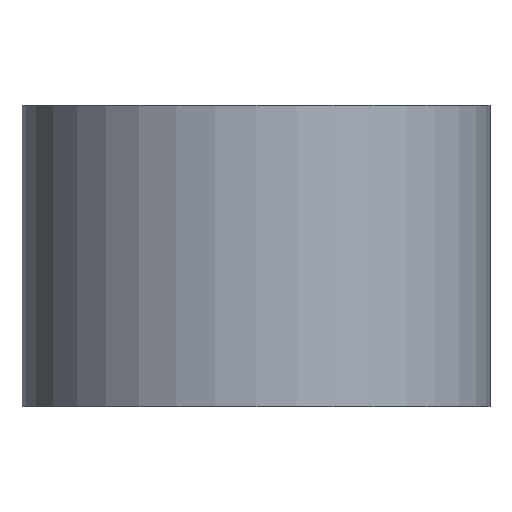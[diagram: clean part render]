
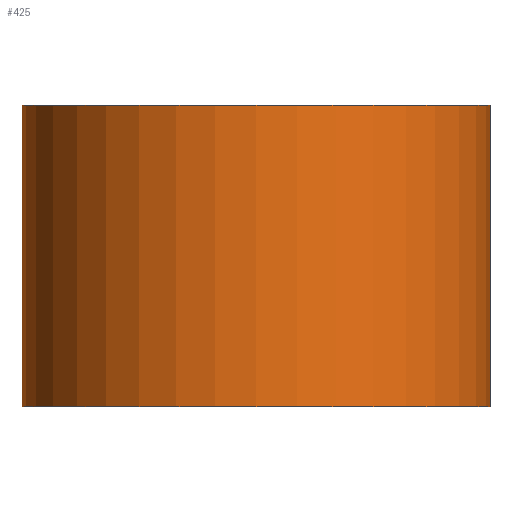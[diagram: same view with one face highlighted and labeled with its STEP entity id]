
A CAD part, front view. The second image highlights one B-rep face of the part: STEP entity #425.
In plain terms, the highlighted cylindrical face has radius 4.65 mm (diameter 9.3 mm), a partial arc.
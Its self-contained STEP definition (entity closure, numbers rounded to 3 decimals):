
#14 = ORIENTED_EDGE ( 'NONE', *, *, #273, .F. ) ;
#34 = CARTESIAN_POINT ( 'NONE',  ( 0., 0., 0. ) ) ;
#102 = CARTESIAN_POINT ( 'NONE',  ( 0., 0., 6. ) ) ;
#178 = CARTESIAN_POINT ( 'NONE',  ( 4.65, 0., 0. ) ) ;
#186 = CYLINDRICAL_SURFACE ( 'NONE', #525, 4.65 ) ;
#202 = ORIENTED_EDGE ( 'NONE', *, *, #523, .T. ) ;
#251 = DIRECTION ( 'NONE',  ( 0., 0., -1. ) ) ;
#257 = LINE ( 'NONE', #732, #866 ) ;
#273 = EDGE_CURVE ( 'NONE', #984, #1110, #257, .T. ) ;
#345 = DIRECTION ( 'NONE',  ( 1., 0., 0. ) ) ;
#370 = AXIS2_PLACEMENT_3D ( 'NONE', #34, #696, #683 ) ;
#405 = DIRECTION ( 'NONE',  ( 0., 0., -1. ) ) ;
#425 = ADVANCED_FACE ( 'NONE', ( #859 ), #186, .T. ) ;
#438 = EDGE_LOOP ( 'NONE', ( #14, #544, #909, #202 ) ) ;
#467 = CIRCLE ( 'NONE', #1095, 4.65 ) ;
#482 = CARTESIAN_POINT ( 'NONE',  ( 4.65, 0., 6. ) ) ;
#523 = EDGE_CURVE ( 'NONE', #1134, #1110, #1137, .T. ) ;
#525 = AXIS2_PLACEMENT_3D ( 'NONE', #102, #853, #848 ) ;
#544 = ORIENTED_EDGE ( 'NONE', *, *, #717, .F. ) ;
#545 = EDGE_CURVE ( 'NONE', #831, #1134, #1074, .T. ) ;
#683 = DIRECTION ( 'NONE',  ( 1., 0., 0. ) ) ;
#696 = DIRECTION ( 'NONE',  ( 0., 0., 1. ) ) ;
#717 = EDGE_CURVE ( 'NONE', #831, #984, #467, .T. ) ;
#732 = CARTESIAN_POINT ( 'NONE',  ( 4.65, 0., 6. ) ) ;
#818 = CARTESIAN_POINT ( 'NONE',  ( 0., 0., 6. ) ) ;
#831 = VERTEX_POINT ( 'NONE', #847 ) ;
#847 = CARTESIAN_POINT ( 'NONE',  ( -4.65, 0., 6. ) ) ;
#848 = DIRECTION ( 'NONE',  ( -1., 0., 0. ) ) ;
#853 = DIRECTION ( 'NONE',  ( 0., 0., -1. ) ) ;
#859 = FACE_OUTER_BOUND ( 'NONE', #438, .T. ) ;
#866 = VECTOR ( 'NONE', #251, 1000. ) ;
#909 = ORIENTED_EDGE ( 'NONE', *, *, #545, .T. ) ;
#984 = VERTEX_POINT ( 'NONE', #482 ) ;
#1068 = CARTESIAN_POINT ( 'NONE',  ( -4.65, 0., 6. ) ) ;
#1074 = LINE ( 'NONE', #1068, #1178 ) ;
#1095 = AXIS2_PLACEMENT_3D ( 'NONE', #818, #1188, #345 ) ;
#1110 = VERTEX_POINT ( 'NONE', #178 ) ;
#1132 = CARTESIAN_POINT ( 'NONE',  ( -4.65, 0., 0. ) ) ;
#1134 = VERTEX_POINT ( 'NONE', #1132 ) ;
#1137 = CIRCLE ( 'NONE', #370, 4.65 ) ;
#1178 = VECTOR ( 'NONE', #405, 1000. ) ;
#1188 = DIRECTION ( 'NONE',  ( 0., 0., 1. ) ) ;
